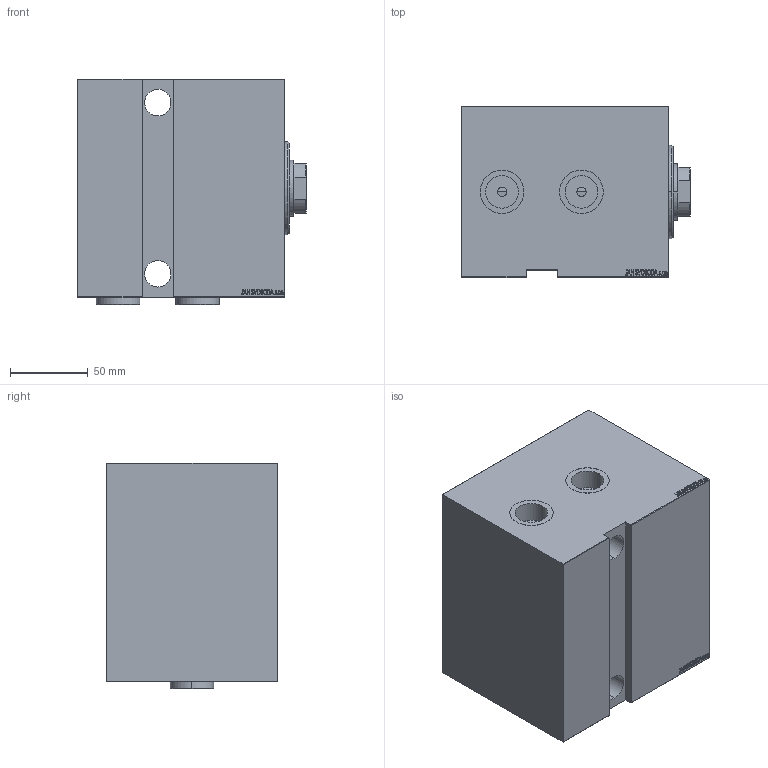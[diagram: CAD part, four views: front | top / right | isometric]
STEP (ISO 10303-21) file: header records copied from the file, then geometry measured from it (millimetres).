
FILE_DESCRIPTION (( 'STEP AP203' ), '1' );
FILE_NAME ('0636.STEP', '2022-04-17T16:02:10', ( '' ), ( '' ), 'SwSTEP 2.0', 'SolidWorks 2019', '' );
FILE_SCHEMA (( 'CONFIG_CONTROL_DESIGN' ));
Length unit declared in the file: millimetre
Products named in the file (5): V450CP_E 314cad427bab4c57ffec0c721456e315; PLUG 314cad427bab4c57ffec0c721456e315; V450CP_B_VCP 314cad427bab4c57ffec0c721456e315; V450CP_VC_B 314cad427bab4c57ffec0c721456e315; 0636
Assembly tree (5 placements, depth 2):
  0636
    V450CP_E 314cad427bab4c57ffec0c721456e315
    V450CP_B_VCP 314cad427bab4c57ffec0c721456e315
    V450CP_VC_B 314cad427bab4c57ffec0c721456e315
    PLUG 314cad427bab4c57ffec0c721456e315  x2
Bounding box: 147 x 110 x 144.9 mm (x, y, z)
Volume: 1877635.5 mm3; surface area: 211671.2 mm2
Topology: 5 solids, 5 shells, 928 faces, 2348 edges, 1549 vertices
Faces by surface type: plane 450, bspline 380, cylinder 76, cone 18, torus 4
Entity records: 44767 total; most frequent: CARTESIAN_POINT 24736, ORIENTED_EDGE 4612, DIRECTION 2772, EDGE_CURVE 2306, VERTEX_POINT 1525, VECTOR 1370, LINE 1370, EDGE_LOOP 1039
